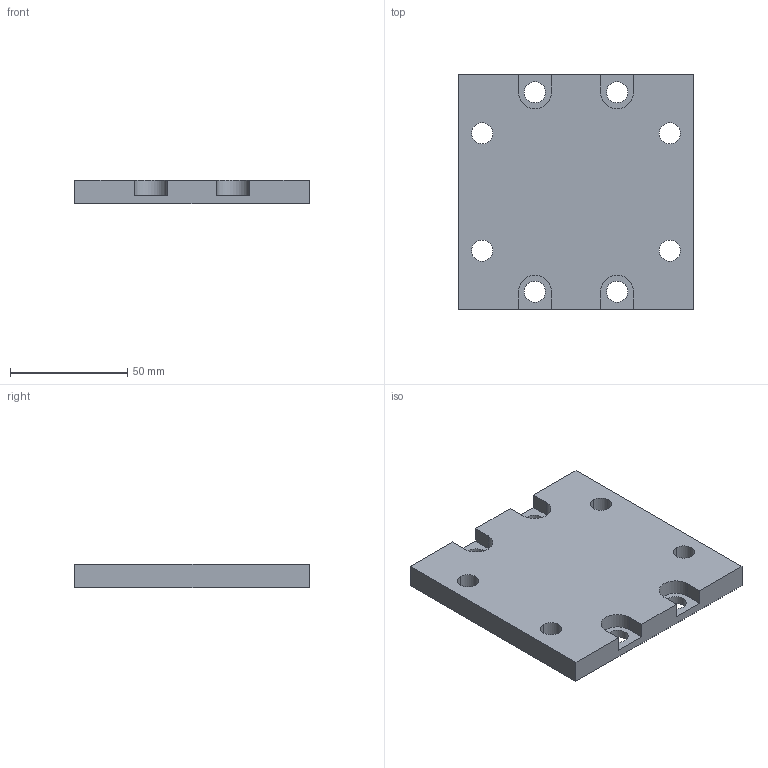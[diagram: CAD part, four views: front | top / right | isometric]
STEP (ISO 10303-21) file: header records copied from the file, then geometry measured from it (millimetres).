
FILE_DESCRIPTION(('Creo Elements/Direct Modeling STEP Export'),'2;1');
FILE_NAME('55.0225.2_Sockelplatte-MMS-55_100x100x10-(P100-50).stp','2022-03-21T 8:09:01',(''),(''),'PTC Creo Elements/Direct Modeling STEP processor for AP214 (Solid Model)','PTC Creo Elements/Direct Modeling 19.0C 15-Aug-2015 (C) Parametric Technology GmbH','');
FILE_SCHEMA(('AUTOMOTIVE_DESIGN { 1 0 10303 214 1 1 1 1 }'));
Length unit declared in the file: millimetre
Products named in the file (2): Sockelplatte-MMS-55_100x100x10-P100-50_55.0225.2_PX176371
Assembly tree (1 placements, depth 2):
  Sockelplatte-MMS-55_100x100x10-P100-50_55.0225.2_PX176371
    Sockelplatte-MMS-55_100x100x10-P100-50_55.0225.2_PX176371
Bounding box: 100 x 100 x 10 mm (x, y, z)
Volume: 91833.5 mm3; surface area: 25106.7 mm2
Topology: 1 solids, 1 shells, 38 faces, 110 edges, 74 vertices
Faces by surface type: cylinder 20, plane 18
Entity records: 1243 total; most frequent: ORIENTED_EDGE 220, CARTESIAN_POINT 202, DIRECTION 192, EDGE_CURVE 110, VERTEX_POINT 74, AXIS2_PLACEMENT_3D 64, VECTOR 64, LINE 64
